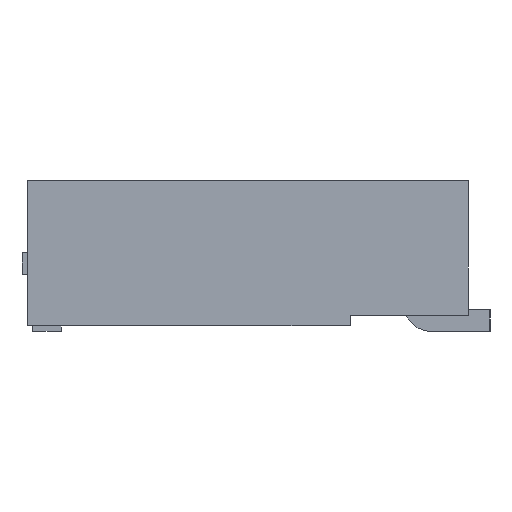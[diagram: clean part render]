
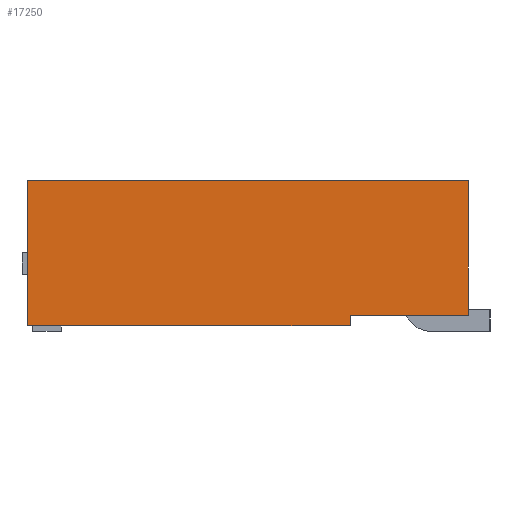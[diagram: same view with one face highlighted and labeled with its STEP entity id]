
A CAD part, left-side view. The second image highlights one B-rep face of the part: STEP entity #17250.
In plain terms, the highlighted planar face has unit normal (-1, 0, 0).
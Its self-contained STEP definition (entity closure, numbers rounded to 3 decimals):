
#14190=CARTESIAN_POINT('',(-66.095,-21.75,9.999));
#14200=DIRECTION('',(0.,0.,-1.));
#14210=VECTOR('',#14200,1.);
#14220=LINE('',#14190,#14210);
#14230=CARTESIAN_POINT('',(-66.095,-21.75,1.45));
#14240=VERTEX_POINT('',#14230);
#14250=CARTESIAN_POINT('',(-66.095,-21.75,0.2));
#14260=VERTEX_POINT('',#14250);
#14270=EDGE_CURVE('',#14240,#14260,#14220,.T.);
#16790=CARTESIAN_POINT('',(-66.095,-17.547,1.485));
#16800=DIRECTION('',(-1.,-0.,-0.));
#16810=DIRECTION('',(0.,0.,-1.));
#16820=AXIS2_PLACEMENT_3D('',#16790,#16800,#16810);
#16830=PLANE('',#16820);
#16840=CARTESIAN_POINT('',(-66.095,-28.759,
0.2));
#16850=DIRECTION('',(0.,-1.,0.));
#16860=VECTOR('',#16850,1.);
#16870=LINE('',#16840,#16860);
#16880=CARTESIAN_POINT('',(-66.095,-20.65,0.2));
#16890=VERTEX_POINT('',#16880);
#16900=EDGE_CURVE('',#16890,#14260,#16870,.T.);
#16910=ORIENTED_EDGE('',*,*,#16900,.T.);
#16920=CARTESIAN_POINT('',(-66.095,-20.65,9.999));
#16930=DIRECTION('',(0.,0.,-1.));
#16940=VECTOR('',#16930,1.);
#16950=LINE('',#16920,#16940);
#16960=CARTESIAN_POINT('',(-66.095,-20.65,0.1));
#16970=VERTEX_POINT('',#16960);
#16980=EDGE_CURVE('',#16890,#16970,#16950,.T.);
#16990=ORIENTED_EDGE('',*,*,#16980,.F.);
#17000=CARTESIAN_POINT('',(-66.095,-28.759,
0.1));
#17010=DIRECTION('',(0.,1.,0.));
#17020=VECTOR('',#17010,1.);
#17030=LINE('',#17000,#17020);
#17040=CARTESIAN_POINT('',(-66.095,-17.65,0.1));
#17050=VERTEX_POINT('',#17040);
#17060=EDGE_CURVE('',#16970,#17050,#17030,.T.);
#17070=ORIENTED_EDGE('',*,*,#17060,.F.);
#17080=CARTESIAN_POINT('',(-66.095,-17.65,9.999));
#17090=DIRECTION('',(0.,0.,-1.));
#17100=VECTOR('',#17090,1.);
#17110=LINE('',#17080,#17100);
#17120=CARTESIAN_POINT('',(-66.095,-17.65,1.45));
#17130=VERTEX_POINT('',#17120);
#17140=EDGE_CURVE('',#17130,#17050,#17110,.T.);
#17150=ORIENTED_EDGE('',*,*,#17140,.T.);
#17160=CARTESIAN_POINT('',(-66.095,-28.759,1.45));
#17170=DIRECTION('',(0.,1.,0.));
#17180=VECTOR('',#17170,1.);
#17190=LINE('',#17160,#17180);
#17200=EDGE_CURVE('',#14240,#17130,#17190,.T.);
#17210=ORIENTED_EDGE('',*,*,#17200,.T.);
#17220=ORIENTED_EDGE('',*,*,#14270,.F.);
#17230=EDGE_LOOP('',(#17220,#17210,#17150,#17070,#16990,#16910));
#17240=FACE_OUTER_BOUND('',#17230,.T.);
#17250=ADVANCED_FACE('',(#17240),#16830,.T.);
